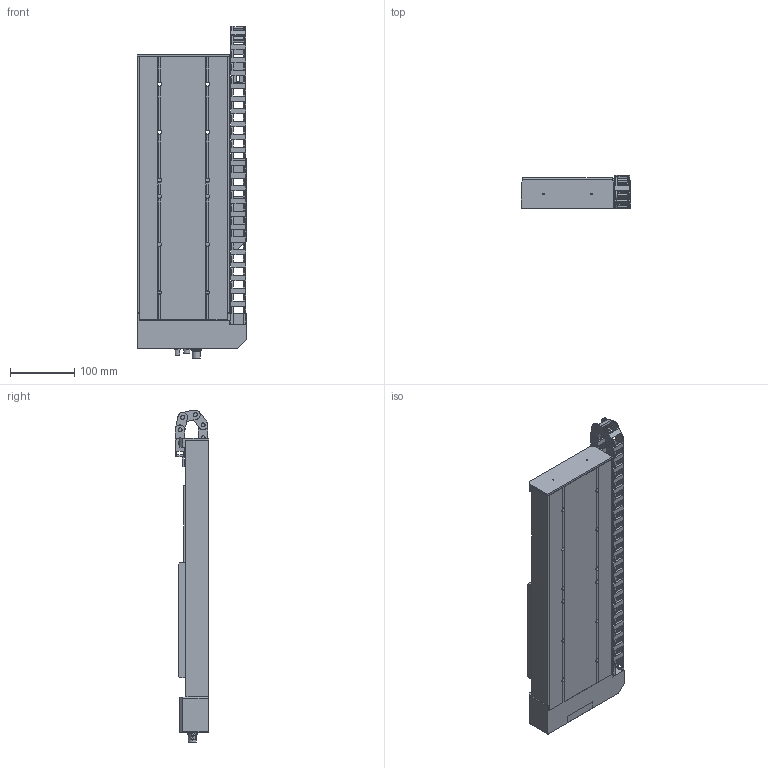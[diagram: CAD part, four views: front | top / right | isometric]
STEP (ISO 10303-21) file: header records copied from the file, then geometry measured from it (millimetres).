
FILE_DESCRIPTION (( 'STEP AP203' ), '1' );
FILE_NAME ('X-LDQ0150C-AE53D12.step', '2023-10-06T19:23:03', ( '' ), ( '' ), 'SwSTEP 2.0', 'SolidWorks 2019', '' );
FILE_SCHEMA (( 'CONFIG_CONTROL_DESIGN' ));
Length unit declared in the file: millimetre
Products named in the file (7): LDQ_base^LDQ_X-LDQ0150; X-LDQ0150C-AE53D12; LDQ_carriage^LDQ; LDQ_cable_link^LDQ_cable_LDQ; LDQ_cable_end^LDQ_cable_LDQ_pin; LDQ_cable_end^LDQ_cable_LDQ_bore; LDQ_cable^LDQ_LDQ0150
Assembly tree (30 placements, depth 3):
  X-LDQ0150C-AE53D12
    LDQ_base^LDQ_X-LDQ0150
    LDQ_carriage^LDQ
    LDQ_cable^LDQ_LDQ0150
      LDQ_cable_end^LDQ_cable_LDQ_bore
      LDQ_cable_end^LDQ_cable_LDQ_pin
      LDQ_cable_link^LDQ_cable_LDQ  x25
Bounding box: 171 x 52.3 x 518.23 mm (x, y, z)
Volume: 2048174 mm3; surface area: 582696.4 mm2
Topology: 88 solids, 88 shells, 2475 faces, 6360 edges, 4194 vertices
Faces by surface type: plane 1506, cylinder 957, cone 12
Entity records: 41157 total; most frequent: CARTESIAN_POINT 7031, DIRECTION 6850, ORIENTED_EDGE 6560, EDGE_CURVE 3280, VECTOR 2408, LINE 2408, AXIS2_PLACEMENT_3D 2221, VERTEX_POINT 2178
